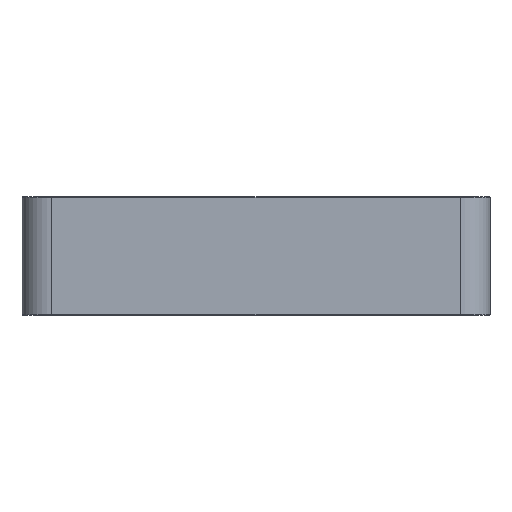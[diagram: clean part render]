
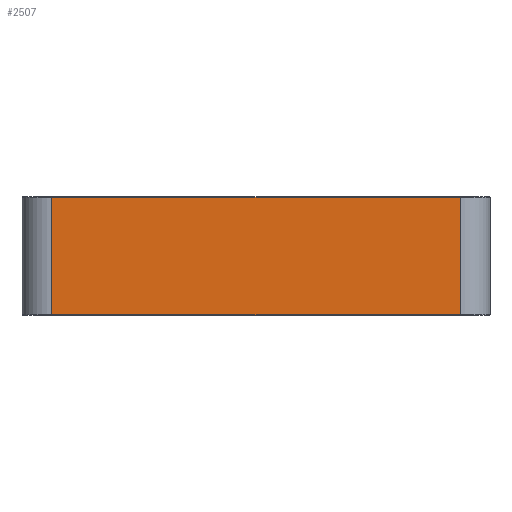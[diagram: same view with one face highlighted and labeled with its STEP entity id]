
A CAD part, front view. The second image highlights one B-rep face of the part: STEP entity #2507.
In plain terms, the highlighted planar face has unit normal (0, -1, 0).
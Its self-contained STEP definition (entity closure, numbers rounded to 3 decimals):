
#139=PLANE('',#2793);
#203=FACE_OUTER_BOUND('',#372,.T.);
#372=EDGE_LOOP('',(#1963,#1964,#1965,#1966));
#699=LINE('',#3980,#919);
#734=LINE('',#4171,#954);
#735=LINE('',#4175,#955);
#736=LINE('',#4176,#956);
#919=VECTOR('',#3147,10.);
#954=VECTOR('',#3324,10.);
#955=VECTOR('',#3329,10.);
#956=VECTOR('',#3330,10.);
#1197=VERTEX_POINT('',#3977);
#1198=VERTEX_POINT('',#3979);
#1283=VERTEX_POINT('',#4170);
#1284=VERTEX_POINT('',#4174);
#1453=EDGE_CURVE('',#1197,#1198,#699,.T.);
#1549=EDGE_CURVE('',#1198,#1283,#734,.T.);
#1551=EDGE_CURVE('',#1284,#1197,#735,.T.);
#1552=EDGE_CURVE('',#1283,#1284,#736,.T.);
#1963=ORIENTED_EDGE('',*,*,#1453,.F.);
#1964=ORIENTED_EDGE('',*,*,#1551,.F.);
#1965=ORIENTED_EDGE('',*,*,#1552,.F.);
#1966=ORIENTED_EDGE('',*,*,#1549,.F.);
#2507=ADVANCED_FACE('',(#203),#139,.T.);
#2793=AXIS2_PLACEMENT_3D('',#4173,#3327,#3328);
#3147=DIRECTION('',(1.,0.,0.));
#3324=DIRECTION('',(0.,0.,-1.));
#3327=DIRECTION('center_axis',(0.,-1.,0.));
#3328=DIRECTION('ref_axis',(-1.,0.,0.));
#3329=DIRECTION('',(0.,0.,1.));
#3330=DIRECTION('',(-1.,0.,0.));
#3977=CARTESIAN_POINT('',(-56.614,-120.095,-0.15));
#3979=CARTESIAN_POINT('',(46.386,-120.095,-0.15));
#3980=CARTESIAN_POINT('',(24.386,-120.095,-0.15));
#4170=CARTESIAN_POINT('',(46.386,-120.095,-29.85));
#4171=CARTESIAN_POINT('',(46.386,-120.095,0.));
#4173=CARTESIAN_POINT('Origin',(53.886,-120.095,0.));
#4174=CARTESIAN_POINT('',(-56.614,-120.095,-29.85));
#4175=CARTESIAN_POINT('',(-56.614,-120.095,0.));
#4176=CARTESIAN_POINT('',(24.386,-120.095,-29.85));
